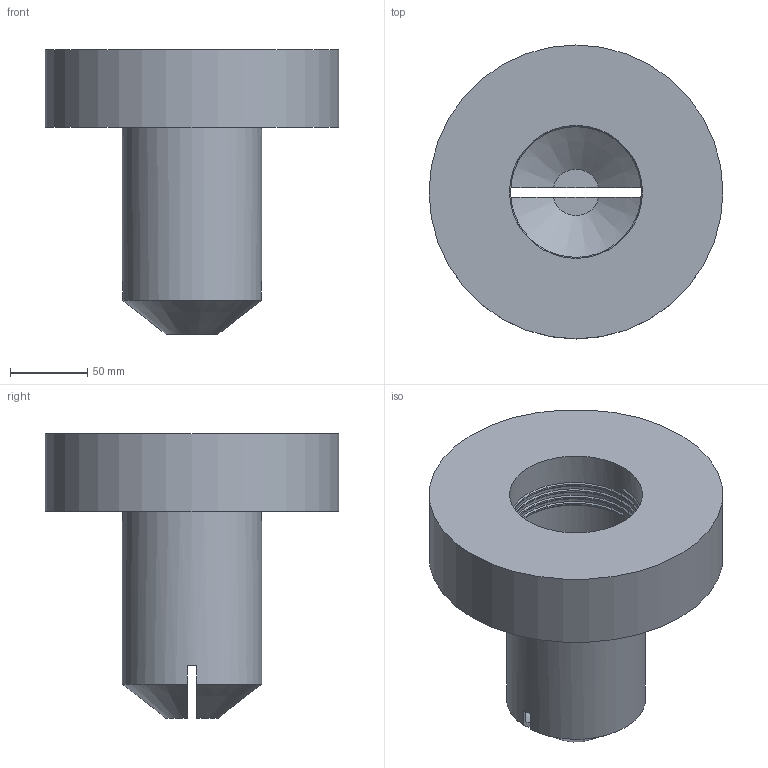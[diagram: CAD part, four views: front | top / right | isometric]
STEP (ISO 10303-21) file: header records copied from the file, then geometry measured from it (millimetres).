
FILE_DESCRIPTION(('FreeCAD Model'),'2;1');
FILE_NAME('Open CASCADE Shape Model','2025-09-06T12:55:41',(''),(''), 'Open CASCADE STEP processor 7.8','FreeCAD','Unknown');
FILE_SCHEMA(('AUTOMOTIVE_DESIGN { 1 0 10303 214 1 1 1 1 }'));
Length unit declared in the file: millimetre
Products named in the file (1): float
Bounding box: 190 x 190 x 184 mm (x, y, z)
Volume: 679631.4 mm3; surface area: 240522.3 mm2
Topology: 1 solids, 2 shells, 38 faces, 88 edges, 53 vertices
Faces by surface type: bspline 12, plane 11, cylinder 8, cone 7
Full cylindrical faces by diameter (mm): 86 x5, 90 x1, 186 x1, 190 x1
Entity records: 4754 total; most frequent: CARTESIAN_POINT 2866, DIRECTION 253, ORIENTED_EDGE 176, PCURVE 176, DEFINITIONAL_REPRESENTATION 176, LINE 126, VECTOR 126, EDGE_CURVE 88
